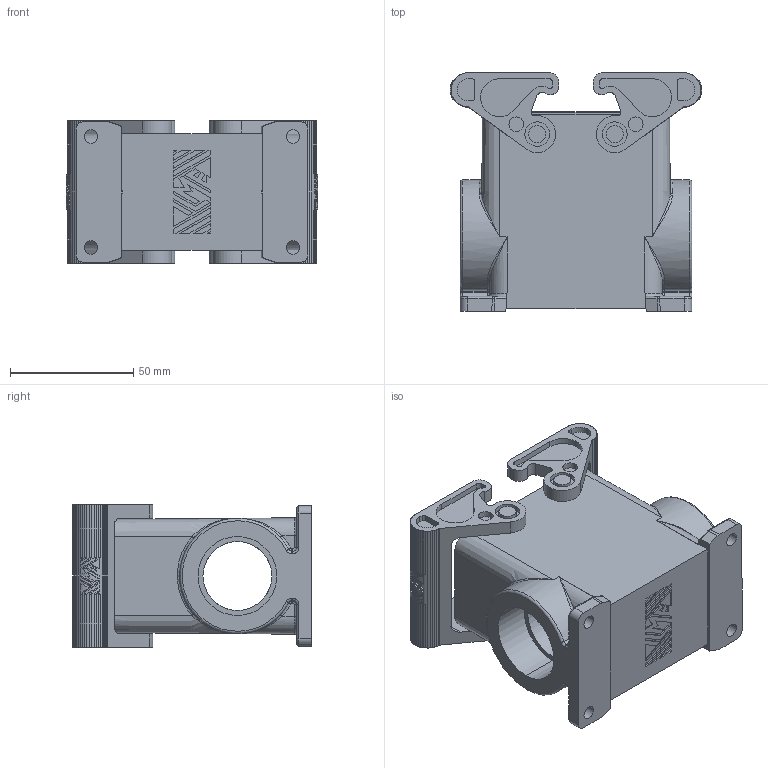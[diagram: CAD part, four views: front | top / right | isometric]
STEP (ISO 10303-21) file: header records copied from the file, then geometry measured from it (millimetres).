
FILE_DESCRIPTION(('Creo Elements/Direct Modeling STEP Export'),'2;1');
FILE_NAME('0ln7uvk53b5juqp4816','2020-06-22T11:15:54',(''),(''),'Creo Elements/Direct Modeling STEP processor for AP214 (Solid Model)','Creo Elements/Direct Modeling 20.1B 02-Apr-2019 (C) Parametric Technology GmbH','');
FILE_SCHEMA(('AUTOMOTIVE_DESIGN { 1 0 10303 214 1 1 1 1 }'));
Length unit declared in the file: millimetre
Products named in the file (2): TAPW10.232B
Assembly tree (1 placements, depth 2):
  TAPW10.232B
    TAPW10.232B
Bounding box: 102.1 x 96.9 x 58 mm (x, y, z)
Volume: 175361 mm3; surface area: 65487 mm2
Topology: 1 solids, 9 shells, 944 faces, 2603 edges, 1695 vertices
Faces by surface type: plane 536, cylinder 276, bspline 82, torus 26, cone 24
Entity records: 41836 total; most frequent: CARTESIAN_POINT 19315, ORIENTED_EDGE 5198, DIRECTION 4166, EDGE_CURVE 2599, VERTEX_POINT 1695, VECTOR 1434, LINE 1434, AXIS2_PLACEMENT_3D 1366
